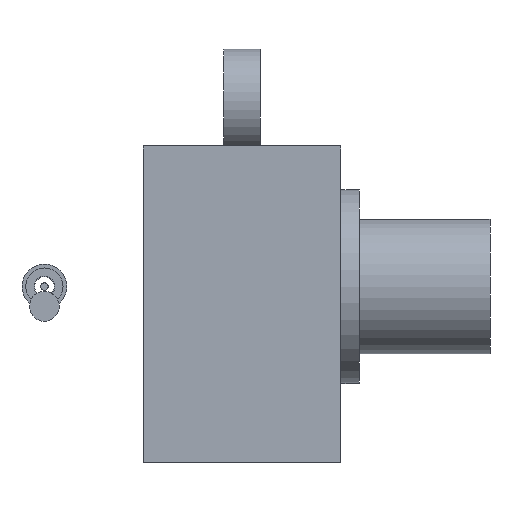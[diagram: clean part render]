
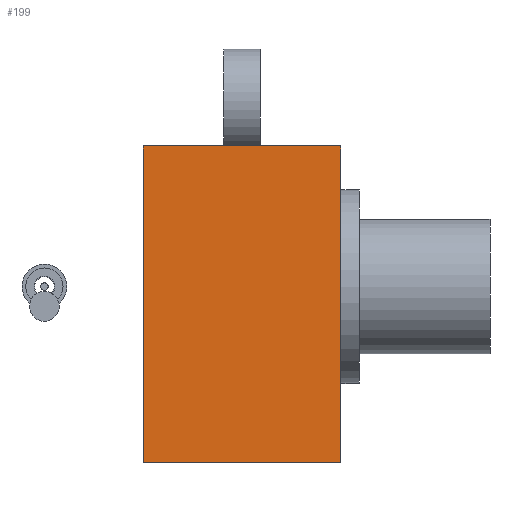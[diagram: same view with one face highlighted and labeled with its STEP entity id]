
A CAD part, left-side view. The second image highlights one B-rep face of the part: STEP entity #199.
In plain terms, the highlighted planar face has unit normal (-1, 0, 0).
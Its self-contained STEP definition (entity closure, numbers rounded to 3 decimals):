
#83 = EDGE_CURVE('',#84,#86,#88,.T.);
#84 = VERTEX_POINT('',#85);
#85 = CARTESIAN_POINT('',(0.,0.,0.));
#86 = VERTEX_POINT('',#87);
#87 = CARTESIAN_POINT('',(0.,-53.,0.));
#88 = SURFACE_CURVE('',#89,(#93,#105),.PCURVE_S1.);
#89 = LINE('',#90,#91);
#90 = CARTESIAN_POINT('',(0.,0.,0.));
#91 = VECTOR('',#92,1.);
#92 = DIRECTION('',(0.,-1.,0.));
#93 = PCURVE('',#94,#99);
#94 = PLANE('',#95);
#95 = AXIS2_PLACEMENT_3D('',#96,#97,#98);
#96 = CARTESIAN_POINT('',(0.,0.,0.));
#97 = DIRECTION('',(-0.,0.,1.));
#98 = DIRECTION('',(1.,0.,0.));
#99 = DEFINITIONAL_REPRESENTATION('',(#100),#104);
#100 = LINE('',#101,#102);
#101 = CARTESIAN_POINT('',(0.,0.));
#102 = VECTOR('',#103,1.);
#103 = DIRECTION('',(0.,-1.));
#104 = ( GEOMETRIC_REPRESENTATION_CONTEXT(2) 
PARAMETRIC_REPRESENTATION_CONTEXT() REPRESENTATION_CONTEXT('2D SPACE',''
  ) );
#105 = PCURVE('',#106,#111);
#106 = PLANE('',#107);
#107 = AXIS2_PLACEMENT_3D('',#108,#109,#110);
#108 = CARTESIAN_POINT('',(0.,0.,85.));
#109 = DIRECTION('',(1.,0.,0.));
#110 = DIRECTION('',(0.,0.,-1.));
#111 = DEFINITIONAL_REPRESENTATION('',(#112),#116);
#112 = LINE('',#113,#114);
#113 = CARTESIAN_POINT('',(85.,0.));
#114 = VECTOR('',#115,1.);
#115 = DIRECTION('',(0.,-1.));
#116 = ( GEOMETRIC_REPRESENTATION_CONTEXT(2) 
PARAMETRIC_REPRESENTATION_CONTEXT() REPRESENTATION_CONTEXT('2D SPACE',''
  ) );
#134 = PLANE('',#135);
#135 = AXIS2_PLACEMENT_3D('',#136,#137,#138);
#136 = CARTESIAN_POINT('',(50.596,-53.,43.872));
#137 = DIRECTION('',(-0.,-1.,-0.));
#138 = DIRECTION('',(0.,0.,-1.));
#188 = PLANE('',#189);
#189 = AXIS2_PLACEMENT_3D('',#190,#191,#192);
#190 = CARTESIAN_POINT('',(50.596,0.,43.872));
#191 = DIRECTION('',(-0.,-1.,-0.));
#192 = DIRECTION('',(0.,0.,-1.));
#199 = ADVANCED_FACE('',(#200),#106,.F.);
#200 = FACE_BOUND('',#201,.F.);
#201 = EDGE_LOOP('',(#202,#232,#253,#254));
#202 = ORIENTED_EDGE('',*,*,#203,.T.);
#203 = EDGE_CURVE('',#204,#206,#208,.T.);
#204 = VERTEX_POINT('',#205);
#205 = CARTESIAN_POINT('',(0.,0.,85.));
#206 = VERTEX_POINT('',#207);
#207 = CARTESIAN_POINT('',(0.,-53.,85.));
#208 = SURFACE_CURVE('',#209,(#213,#220),.PCURVE_S1.);
#209 = LINE('',#210,#211);
#210 = CARTESIAN_POINT('',(0.,0.,85.));
#211 = VECTOR('',#212,1.);
#212 = DIRECTION('',(0.,-1.,0.));
#213 = PCURVE('',#106,#214);
#214 = DEFINITIONAL_REPRESENTATION('',(#215),#219);
#215 = LINE('',#216,#217);
#216 = CARTESIAN_POINT('',(0.,0.));
#217 = VECTOR('',#218,1.);
#218 = DIRECTION('',(0.,-1.));
#219 = ( GEOMETRIC_REPRESENTATION_CONTEXT(2) 
PARAMETRIC_REPRESENTATION_CONTEXT() REPRESENTATION_CONTEXT('2D SPACE',''
  ) );
#220 = PCURVE('',#221,#226);
#221 = PLANE('',#222);
#222 = AXIS2_PLACEMENT_3D('',#223,#224,#225);
#223 = CARTESIAN_POINT('',(104.5,0.,85.));
#224 = DIRECTION('',(-0.,-0.,-1.));
#225 = DIRECTION('',(-1.,0.,0.));
#226 = DEFINITIONAL_REPRESENTATION('',(#227),#231);
#227 = LINE('',#228,#229);
#228 = CARTESIAN_POINT('',(104.5,0.));
#229 = VECTOR('',#230,1.);
#230 = DIRECTION('',(0.,-1.));
#231 = ( GEOMETRIC_REPRESENTATION_CONTEXT(2) 
PARAMETRIC_REPRESENTATION_CONTEXT() REPRESENTATION_CONTEXT('2D SPACE',''
  ) );
#232 = ORIENTED_EDGE('',*,*,#233,.T.);
#233 = EDGE_CURVE('',#206,#86,#234,.T.);
#234 = SURFACE_CURVE('',#235,(#239,#246),.PCURVE_S1.);
#235 = LINE('',#236,#237);
#236 = CARTESIAN_POINT('',(0.,-53.,85.));
#237 = VECTOR('',#238,1.);
#238 = DIRECTION('',(0.,0.,-1.));
#239 = PCURVE('',#106,#240);
#240 = DEFINITIONAL_REPRESENTATION('',(#241),#245);
#241 = LINE('',#242,#243);
#242 = CARTESIAN_POINT('',(0.,-53.));
#243 = VECTOR('',#244,1.);
#244 = DIRECTION('',(1.,0.));
#245 = ( GEOMETRIC_REPRESENTATION_CONTEXT(2) 
PARAMETRIC_REPRESENTATION_CONTEXT() REPRESENTATION_CONTEXT('2D SPACE',''
  ) );
#246 = PCURVE('',#134,#247);
#247 = DEFINITIONAL_REPRESENTATION('',(#248),#252);
#248 = LINE('',#249,#250);
#249 = CARTESIAN_POINT('',(-41.128,-50.596));
#250 = VECTOR('',#251,1.);
#251 = DIRECTION('',(1.,0.));
#252 = ( GEOMETRIC_REPRESENTATION_CONTEXT(2) 
PARAMETRIC_REPRESENTATION_CONTEXT() REPRESENTATION_CONTEXT('2D SPACE',''
  ) );
#253 = ORIENTED_EDGE('',*,*,#83,.F.);
#254 = ORIENTED_EDGE('',*,*,#255,.F.);
#255 = EDGE_CURVE('',#204,#84,#256,.T.);
#256 = SURFACE_CURVE('',#257,(#261,#268),.PCURVE_S1.);
#257 = LINE('',#258,#259);
#258 = CARTESIAN_POINT('',(0.,0.,85.));
#259 = VECTOR('',#260,1.);
#260 = DIRECTION('',(0.,0.,-1.));
#261 = PCURVE('',#106,#262);
#262 = DEFINITIONAL_REPRESENTATION('',(#263),#267);
#263 = LINE('',#264,#265);
#264 = CARTESIAN_POINT('',(0.,0.));
#265 = VECTOR('',#266,1.);
#266 = DIRECTION('',(1.,0.));
#267 = ( GEOMETRIC_REPRESENTATION_CONTEXT(2) 
PARAMETRIC_REPRESENTATION_CONTEXT() REPRESENTATION_CONTEXT('2D SPACE',''
  ) );
#268 = PCURVE('',#188,#269);
#269 = DEFINITIONAL_REPRESENTATION('',(#270),#274);
#270 = LINE('',#271,#272);
#271 = CARTESIAN_POINT('',(-41.128,-50.596));
#272 = VECTOR('',#273,1.);
#273 = DIRECTION('',(1.,0.));
#274 = ( GEOMETRIC_REPRESENTATION_CONTEXT(2) 
PARAMETRIC_REPRESENTATION_CONTEXT() REPRESENTATION_CONTEXT('2D SPACE',''
  ) );
